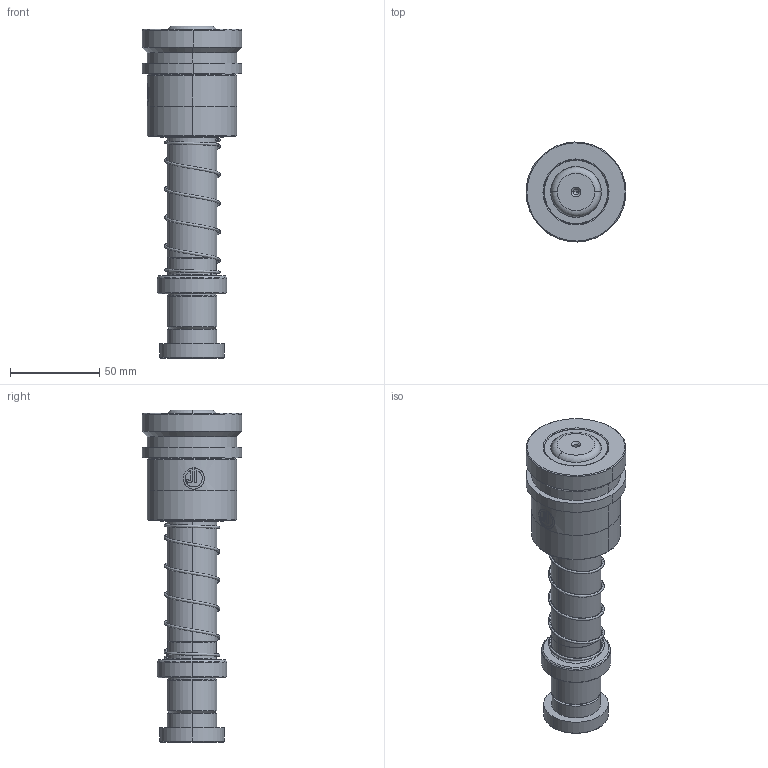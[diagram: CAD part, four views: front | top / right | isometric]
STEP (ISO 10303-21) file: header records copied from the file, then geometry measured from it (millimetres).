
FILE_DESCRIPTION (( 'STEP AP214' ), '1' );
FILE_NAME ('HTSH(HTJH)-D28-L150(BL-60).STEP', '2021-09-03T02:33:13', ( '' ), ( '' ), 'SwSTEP 2.0', 'SolidWorks 2016', '' );
FILE_SCHEMA (( 'AUTOMOTIVE_DESIGN' ));
Length unit declared in the file: millimetre
Products named in the file (219): BALL-D4; BSH-35.5-28.5-L60; DRP蹟簽D28; TRB28-35-25; HWP-D31.3-d28.5-L70; BSH-D35.5-28.5-L60郪蚾; TRP-D28-L150; HTSH(HTJH)-D28-L150(BL-60)
Assembly tree (213 placements, depth 3):
  BALL-D4
  BALL-D4
  BALL-D4
  BALL-D4
  BALL-D4
Bounding box: 55.99 x 55.99 x 186 mm (x, y, z)
Volume: 201017.7 mm3; surface area: 75926.4 mm2
Topology: 209 solids, 209 shells, 946 faces, 4021 edges, 2668 vertices
Faces by surface type: sphere 816, cylinder 44, cone 34, plane 24, torus 14, bspline 14
Entity records: 44242 total; most frequent: CARTESIAN_POINT 26415, ORIENTED_EDGE 3128, DIRECTION 2704, EDGE_CURVE 1564, AXIS2_PLACEMENT_3D 1297, VERTEX_POINT 1024, EDGE_LOOP 942, B_SPLINE_CURVE_WITH_KNOTS 905
